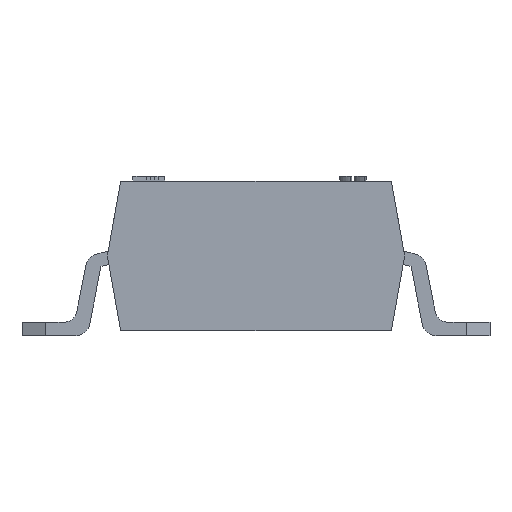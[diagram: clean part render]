
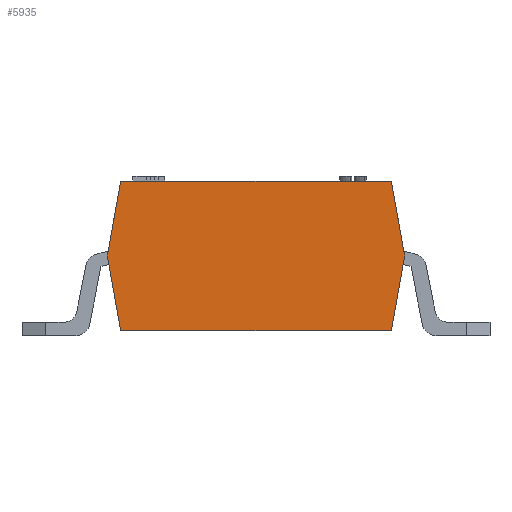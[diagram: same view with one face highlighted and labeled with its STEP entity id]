
A CAD part, left-side view. The second image highlights one B-rep face of the part: STEP entity #5935.
In plain terms, the highlighted planar face has unit normal (-1, 0, 0).
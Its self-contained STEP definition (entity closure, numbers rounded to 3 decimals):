
#256 = EDGE_CURVE ( 'NONE', #1966, #1829, #2400, .T. ) ;
#1032 = VERTEX_POINT ( 'NONE', #3806 ) ;
#1314 = CARTESIAN_POINT ( 'NONE',  ( -4.16, 3.353, 0.591 ) ) ;
#1829 = VERTEX_POINT ( 'NONE', #13739 ) ;
#1966 = VERTEX_POINT ( 'NONE', #6258 ) ;
#2363 = VECTOR ( 'NONE', #9886, 1000. ) ;
#2400 = LINE ( 'NONE', #1314, #8796 ) ;
#2453 = ORIENTED_EDGE ( 'NONE', *, *, #10346, .T. ) ;
#2950 = ORIENTED_EDGE ( 'NONE', *, *, #9988, .F. ) ;
#3061 = LINE ( 'NONE', #8677, #2363 ) ;
#3806 = CARTESIAN_POINT ( 'NONE',  ( -4.16, -3.175, 1.6 ) ) ;
#5317 = CARTESIAN_POINT ( 'NONE',  ( -4.16, -2.893, 3.2 ) ) ;
#5935 = ADVANCED_FACE ( 'NONE', ( #17154 ), #10535, .F. ) ;
#6047 = LINE ( 'NONE', #8695, #10889 ) ;
#6147 = DIRECTION ( 'NONE',  ( 0., -0.174, -0.985 ) ) ;
#6200 = VECTOR ( 'NONE', #12850, 1000. ) ;
#6203 = DIRECTION ( 'NONE',  ( 1., 0., 0. ) ) ;
#6258 = CARTESIAN_POINT ( 'NONE',  ( -4.16, 3.175, 1.6 ) ) ;
#6354 = CARTESIAN_POINT ( 'NONE',  ( -4.16, 3.175, 0. ) ) ;
#6857 = VECTOR ( 'NONE', #7891, 1000. ) ;
#7067 = CARTESIAN_POINT ( 'NONE',  ( -4.16, 2.893, 0. ) ) ;
#7331 = LINE ( 'NONE', #10207, #12958 ) ;
#7891 = DIRECTION ( 'NONE',  ( 0., -1., 0. ) ) ;
#8677 = CARTESIAN_POINT ( 'NONE',  ( -4.16, -3.353, 0.591 ) ) ;
#8695 = CARTESIAN_POINT ( 'NONE',  ( -4.16, -2.806, -0.495 ) ) ;
#8769 = VERTEX_POINT ( 'NONE', #11726 ) ;
#8796 = VECTOR ( 'NONE', #9682, 1000. ) ;
#9682 = DIRECTION ( 'NONE',  ( 0., -0.174, 0.985 ) ) ;
#9886 = DIRECTION ( 'NONE',  ( 0., 0.174, 0.985 ) ) ;
#9956 = EDGE_LOOP ( 'NONE', ( #11165, #15463, #11442, #11582, #2950, #2453 ) ) ;
#9988 = EDGE_CURVE ( 'NONE', #1032, #8769, #6047, .T. ) ;
#10099 = DIRECTION ( 'NONE',  ( 0., 0.174, -0.985 ) ) ;
#10207 = CARTESIAN_POINT ( 'NONE',  ( -4.16, 2.806, -0.495 ) ) ;
#10346 = EDGE_CURVE ( 'NONE', #1032, #13954, #3061, .T. ) ;
#10535 = PLANE ( 'NONE',  #17286 ) ;
#10630 = EDGE_CURVE ( 'NONE', #1966, #15429, #7331, .T. ) ;
#10889 = VECTOR ( 'NONE', #10099, 1000. ) ;
#11165 = ORIENTED_EDGE ( 'NONE', *, *, #16667, .F. ) ;
#11398 = LINE ( 'NONE', #13124, #6200 ) ;
#11442 = ORIENTED_EDGE ( 'NONE', *, *, #10630, .T. ) ;
#11582 = ORIENTED_EDGE ( 'NONE', *, *, #12903, .T. ) ;
#11726 = CARTESIAN_POINT ( 'NONE',  ( -4.16, -2.893, 0. ) ) ;
#11929 = DIRECTION ( 'NONE',  ( 0., 1., 0. ) ) ;
#12850 = DIRECTION ( 'NONE',  ( 0., -1., 0. ) ) ;
#12903 = EDGE_CURVE ( 'NONE', #15429, #8769, #13354, .T. ) ;
#12958 = VECTOR ( 'NONE', #6147, 1000. ) ;
#13124 = CARTESIAN_POINT ( 'NONE',  ( -4.16, 3.175, 3.2 ) ) ;
#13354 = LINE ( 'NONE', #6354, #6857 ) ;
#13739 = CARTESIAN_POINT ( 'NONE',  ( -4.16, 2.893, 3.2 ) ) ;
#13954 = VERTEX_POINT ( 'NONE', #5317 ) ;
#15429 = VERTEX_POINT ( 'NONE', #7067 ) ;
#15463 = ORIENTED_EDGE ( 'NONE', *, *, #256, .F. ) ;
#15966 = CARTESIAN_POINT ( 'NONE',  ( -4.16, 3.175, 3.2 ) ) ;
#16667 = EDGE_CURVE ( 'NONE', #1829, #13954, #11398, .T. ) ;
#17154 = FACE_OUTER_BOUND ( 'NONE', #9956, .T. ) ;
#17286 = AXIS2_PLACEMENT_3D ( 'NONE', #15966, #6203, #11929 ) ;
